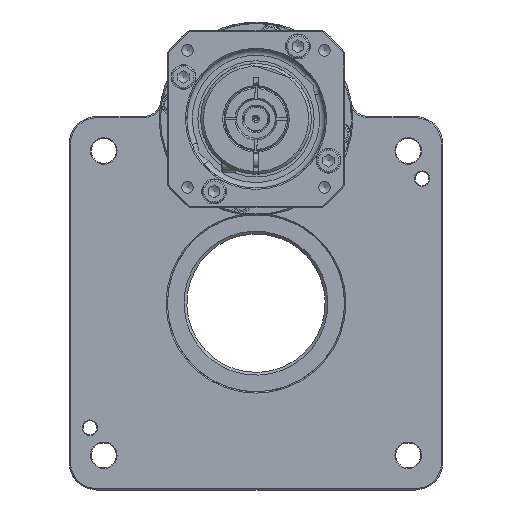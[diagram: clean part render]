
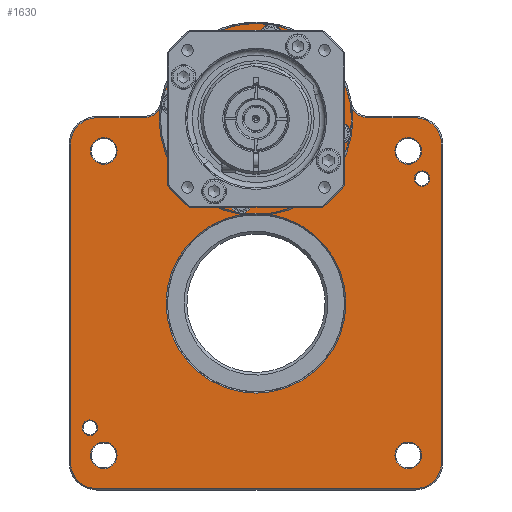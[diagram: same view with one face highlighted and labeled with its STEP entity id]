
A CAD part, front view. The second image highlights one B-rep face of the part: STEP entity #1630.
In plain terms, the highlighted planar face has unit normal (0, -1, 0).
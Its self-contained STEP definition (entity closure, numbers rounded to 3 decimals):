
#309=CARTESIAN_POINT('',(55.,0.,-50.2));
#310=VERTEX_POINT('',#309);
#311=CARTESIAN_POINT('',(55.,0.,-55.0));
#312=DIRECTION('',(0.0,1.0,0.0));
#313=DIRECTION('',(0.0,0.0,1.0));
#314=AXIS2_PLACEMENT_3D('',#311,#312,#313);
#315=CIRCLE('',#314,4.8);
#316=EDGE_CURVE('',#310,#310,#315,.T.);
#337=CARTESIAN_POINT('',(55.,0.,59.8));
#338=VERTEX_POINT('',#337);
#339=CARTESIAN_POINT('',(55.,0.,55.0));
#340=DIRECTION('',(0.0,1.0,0.0));
#341=DIRECTION('',(0.0,0.0,1.0));
#342=AXIS2_PLACEMENT_3D('',#339,#340,#341);
#343=CIRCLE('',#342,4.8);
#344=EDGE_CURVE('',#338,#338,#343,.T.);
#365=CARTESIAN_POINT('',(-55.,0.,59.8));
#366=VERTEX_POINT('',#365);
#367=CARTESIAN_POINT('',(-55.,0.,55.0));
#368=DIRECTION('',(0.0,1.0,0.0));
#369=DIRECTION('',(0.0,0.0,1.0));
#370=AXIS2_PLACEMENT_3D('',#367,#368,#369);
#371=CIRCLE('',#370,4.8);
#372=EDGE_CURVE('',#366,#366,#371,.T.);
#393=CARTESIAN_POINT('',(-55.,0.,-50.2));
#394=VERTEX_POINT('',#393);
#395=CARTESIAN_POINT('',(-55.,0.,-55.0));
#396=DIRECTION('',(0.0,1.0,0.0));
#397=DIRECTION('',(0.0,0.0,1.0));
#398=AXIS2_PLACEMENT_3D('',#395,#396,#397);
#399=CIRCLE('',#398,4.8);
#400=EDGE_CURVE('',#394,#394,#399,.T.);
#421=CARTESIAN_POINT('',(0.0,0.0,88.1));
#422=VERTEX_POINT('',#421);
#423=CARTESIAN_POINT('',(0.0,0.0,66.6));
#424=DIRECTION('',(0.0,1.0,0.0));
#425=DIRECTION('',(0.0,0.0,1.0));
#426=AXIS2_PLACEMENT_3D('',#423,#424,#425);
#427=CIRCLE('',#426,21.5);
#428=EDGE_CURVE('',#422,#422,#427,.T.);
#449=CARTESIAN_POINT('',(0.0,0.0,32.5));
#450=VERTEX_POINT('',#449);
#451=CARTESIAN_POINT('',(0.0,0.0,0.0));
#452=DIRECTION('',(0.0,1.0,0.0));
#453=DIRECTION('',(0.0,0.0,1.0));
#454=AXIS2_PLACEMENT_3D('',#451,#452,#453);
#455=CIRCLE('',#454,32.5);
#456=EDGE_CURVE('',#450,#450,#455,.T.);
#748=CARTESIAN_POINT('',(60.,0.,47.8));
#749=VERTEX_POINT('',#748);
#750=CARTESIAN_POINT('',(60.,0.,45.0));
#751=DIRECTION('',(0.0,1.0,0.0));
#752=DIRECTION('',(0.0,0.0,1.0));
#753=AXIS2_PLACEMENT_3D('',#750,#751,#752);
#754=CIRCLE('',#753,2.8);
#755=EDGE_CURVE('',#749,#749,#754,.T.);
#804=CARTESIAN_POINT('',(-60.,0.,-42.2));
#805=VERTEX_POINT('',#804);
#806=CARTESIAN_POINT('',(-60.,0.,-45.0));
#807=DIRECTION('',(0.0,1.0,0.0));
#808=DIRECTION('',(0.0,0.0,1.0));
#809=AXIS2_PLACEMENT_3D('',#806,#807,#808);
#810=CIRCLE('',#809,2.8);
#811=EDGE_CURVE('',#805,#805,#810,.T.);
#884=CARTESIAN_POINT('',(5.296,0.,98.287));
#885=VERTEX_POINT('',#884);
#886=CARTESIAN_POINT('',(5.296,0.,96.637));
#887=DIRECTION('',(0.0,-1.0,0.0));
#888=DIRECTION('',(0.0,0.0,1.0));
#889=AXIS2_PLACEMENT_3D('',#886,#887,#888);
#890=CIRCLE('',#889,1.65);
#891=EDGE_CURVE('',#885,#885,#890,.T.);
#921=CARTESIAN_POINT('',(30.037,0.,62.954));
#922=VERTEX_POINT('',#921);
#923=CARTESIAN_POINT('',(30.037,0.,61.304));
#924=DIRECTION('',(0.0,-1.0,0.0));
#925=DIRECTION('',(0.0,0.0,1.0));
#926=AXIS2_PLACEMENT_3D('',#923,#924,#925);
#927=CIRCLE('',#926,1.65);
#928=EDGE_CURVE('',#922,#922,#927,.T.);
#958=CARTESIAN_POINT('',(-5.296,0.,38.213));
#959=VERTEX_POINT('',#958);
#960=CARTESIAN_POINT('',(-5.296,0.,36.563));
#961=DIRECTION('',(0.0,-1.0,0.0));
#962=DIRECTION('',(0.0,0.0,1.0));
#963=AXIS2_PLACEMENT_3D('',#960,#961,#962);
#964=CIRCLE('',#963,1.65);
#965=EDGE_CURVE('',#959,#959,#964,.T.);
#995=CARTESIAN_POINT('',(-30.037,0.,73.546));
#996=VERTEX_POINT('',#995);
#997=CARTESIAN_POINT('',(-30.037,0.,71.896));
#998=DIRECTION('',(0.0,-1.0,0.0));
#999=DIRECTION('',(0.0,0.0,1.0));
#1000=AXIS2_PLACEMENT_3D('',#997,#998,#999);
#1001=CIRCLE('',#1000,1.65);
#1002=EDGE_CURVE('',#996,#996,#1001,.T.);
#1484=CARTESIAN_POINT('',(0.0,0.0,0.0));
#1485=DIRECTION('',(0.0,-1.0,0.0));
#1486=DIRECTION('',(0.0,0.0,-1.0));
#1487=AXIS2_PLACEMENT_3D('',#1484,#1485,#1486);
#1488=PLANE('',#1487);
#1489=CARTESIAN_POINT('',(67.,0.,57.5));
#1490=VERTEX_POINT('',#1489);
#1491=CARTESIAN_POINT('',(57.5,0.,67.));
#1492=VERTEX_POINT('',#1491);
#1493=CARTESIAN_POINT('',(57.5,0.,57.5));
#1494=DIRECTION('',(0.0,-1.0,0.0));
#1495=DIRECTION('',(0.0,0.0,1.0));
#1496=AXIS2_PLACEMENT_3D('',#1493,#1494,#1495);
#1497=CIRCLE('',#1496,9.5);
#1498=EDGE_CURVE('',#1490,#1492,#1497,.T.);
#1499=ORIENTED_EDGE('',*,*,#1498,.T.);
#1500=CARTESIAN_POINT('',(40.415,0.,67.0));
#1501=VERTEX_POINT('',#1500);
#1502=CARTESIAN_POINT('',(57.5,0.,67.0));
#1503=DIRECTION('',(-1.0,0.0,0.0));
#1504=VECTOR('',#1503,17.085);
#1505=LINE('',#1502,#1504);
#1506=EDGE_CURVE('',#1492,#1501,#1505,.T.);
#1507=ORIENTED_EDGE('',*,*,#1506,.T.);
#1508=CARTESIAN_POINT('',(34.008,0.,72.406));
#1509=VERTEX_POINT('',#1508);
#1510=CARTESIAN_POINT('',(40.415,0.,73.5));
#1511=DIRECTION('',(0.0,1.0,0.0));
#1512=DIRECTION('',(0.0,0.0,1.0));
#1513=AXIS2_PLACEMENT_3D('',#1510,#1511,#1512);
#1514=CIRCLE('',#1513,6.5);
#1515=EDGE_CURVE('',#1501,#1509,#1514,.T.);
#1516=ORIENTED_EDGE('',*,*,#1515,.T.);
#1517=CARTESIAN_POINT('',(-34.008,0.,72.406));
#1518=VERTEX_POINT('',#1517);
#1519=CARTESIAN_POINT('',(0.0,0.0,66.6));
#1520=DIRECTION('',(0.0,-1.0,0.0));
#1521=DIRECTION('',(0.0,0.0,1.0));
#1522=AXIS2_PLACEMENT_3D('',#1519,#1520,#1521);
#1523=CIRCLE('',#1522,34.5);
#1524=EDGE_CURVE('',#1509,#1518,#1523,.T.);
#1525=ORIENTED_EDGE('',*,*,#1524,.T.);
#1526=CARTESIAN_POINT('',(-40.415,0.,67.0));
#1527=VERTEX_POINT('',#1526);
#1528=CARTESIAN_POINT('',(-40.415,0.,73.5));
#1529=DIRECTION('',(0.0,1.0,0.0));
#1530=DIRECTION('',(0.0,0.0,1.0));
#1531=AXIS2_PLACEMENT_3D('',#1528,#1529,#1530);
#1532=CIRCLE('',#1531,6.5);
#1533=EDGE_CURVE('',#1518,#1527,#1532,.T.);
#1534=ORIENTED_EDGE('',*,*,#1533,.T.);
#1535=CARTESIAN_POINT('',(-57.5,0.,67.0));
#1536=VERTEX_POINT('',#1535);
#1537=CARTESIAN_POINT('',(-40.415,0.,67.0));
#1538=DIRECTION('',(-1.0,0.0,0.0));
#1539=VECTOR('',#1538,17.085);
#1540=LINE('',#1537,#1539);
#1541=EDGE_CURVE('',#1527,#1536,#1540,.T.);
#1542=ORIENTED_EDGE('',*,*,#1541,.T.);
#1543=CARTESIAN_POINT('',(-67.,0.,57.5));
#1544=VERTEX_POINT('',#1543);
#1545=CARTESIAN_POINT('',(-57.5,0.,57.5));
#1546=DIRECTION('',(0.0,-1.0,0.0));
#1547=DIRECTION('',(0.0,0.0,1.0));
#1548=AXIS2_PLACEMENT_3D('',#1545,#1546,#1547);
#1549=CIRCLE('',#1548,9.5);
#1550=EDGE_CURVE('',#1536,#1544,#1549,.T.);
#1551=ORIENTED_EDGE('',*,*,#1550,.T.);
#1552=CARTESIAN_POINT('',(-67.,0.,-57.5));
#1553=VERTEX_POINT('',#1552);
#1554=CARTESIAN_POINT('',(-67.,0.,57.5));
#1555=DIRECTION('',(0.0,0.0,-1.0));
#1556=VECTOR('',#1555,115.);
#1557=LINE('',#1554,#1556);
#1558=EDGE_CURVE('',#1544,#1553,#1557,.T.);
#1559=ORIENTED_EDGE('',*,*,#1558,.T.);
#1560=CARTESIAN_POINT('',(-57.5,0.,-67.0));
#1561=VERTEX_POINT('',#1560);
#1562=CARTESIAN_POINT('',(-57.5,0.,-57.5));
#1563=DIRECTION('',(0.0,-1.0,0.0));
#1564=DIRECTION('',(0.0,0.0,1.0));
#1565=AXIS2_PLACEMENT_3D('',#1562,#1563,#1564);
#1566=CIRCLE('',#1565,9.5);
#1567=EDGE_CURVE('',#1553,#1561,#1566,.T.);
#1568=ORIENTED_EDGE('',*,*,#1567,.T.);
#1569=CARTESIAN_POINT('',(57.5,0.,-67.0));
#1570=VERTEX_POINT('',#1569);
#1571=CARTESIAN_POINT('',(-57.5,0.,-67.0));
#1572=DIRECTION('',(1.0,0.0,0.0));
#1573=VECTOR('',#1572,115.);
#1574=LINE('',#1571,#1573);
#1575=EDGE_CURVE('',#1561,#1570,#1574,.T.);
#1576=ORIENTED_EDGE('',*,*,#1575,.T.);
#1577=CARTESIAN_POINT('',(67.,0.,-57.5));
#1578=VERTEX_POINT('',#1577);
#1579=CARTESIAN_POINT('',(57.5,0.,-57.5));
#1580=DIRECTION('',(0.0,-1.0,0.0));
#1581=DIRECTION('',(0.0,0.0,1.0));
#1582=AXIS2_PLACEMENT_3D('',#1579,#1580,#1581);
#1583=CIRCLE('',#1582,9.5);
#1584=EDGE_CURVE('',#1570,#1578,#1583,.T.);
#1585=ORIENTED_EDGE('',*,*,#1584,.T.);
#1586=CARTESIAN_POINT('',(67.,0.,-57.5));
#1587=DIRECTION('',(0.0,0.0,1.0));
#1588=VECTOR('',#1587,115.0);
#1589=LINE('',#1586,#1588);
#1590=EDGE_CURVE('',#1578,#1490,#1589,.T.);
#1591=ORIENTED_EDGE('',*,*,#1590,.T.);
#1592=EDGE_LOOP('',(#1499,#1507,#1516,#1525,#1534,#1542,#1551,#1559,#1568,#1576,#1585,#1591));
#1593=FACE_OUTER_BOUND('',#1592,.T.);
#1594=ORIENTED_EDGE('',*,*,#400,.T.);
#1595=EDGE_LOOP('',(#1594));
#1596=FACE_BOUND('',#1595,.T.);
#1597=ORIENTED_EDGE('',*,*,#372,.T.);
#1598=EDGE_LOOP('',(#1597));
#1599=FACE_BOUND('',#1598,.T.);
#1600=ORIENTED_EDGE('',*,*,#344,.T.);
#1601=EDGE_LOOP('',(#1600));
#1602=FACE_BOUND('',#1601,.T.);
#1603=ORIENTED_EDGE('',*,*,#316,.T.);
#1604=EDGE_LOOP('',(#1603));
#1605=FACE_BOUND('',#1604,.T.);
#1606=ORIENTED_EDGE('',*,*,#428,.T.);
#1607=EDGE_LOOP('',(#1606));
#1608=FACE_BOUND('',#1607,.T.);
#1609=ORIENTED_EDGE('',*,*,#456,.T.);
#1610=EDGE_LOOP('',(#1609));
#1611=FACE_BOUND('',#1610,.T.);
#1612=ORIENTED_EDGE('',*,*,#811,.T.);
#1613=EDGE_LOOP('',(#1612));
#1614=FACE_BOUND('',#1613,.T.);
#1615=ORIENTED_EDGE('',*,*,#755,.T.);
#1616=EDGE_LOOP('',(#1615));
#1617=FACE_BOUND('',#1616,.T.);
#1618=ORIENTED_EDGE('',*,*,#1002,.F.);
#1619=EDGE_LOOP('',(#1618));
#1620=FACE_BOUND('',#1619,.T.);
#1621=ORIENTED_EDGE('',*,*,#965,.F.);
#1622=EDGE_LOOP('',(#1621));
#1623=FACE_BOUND('',#1622,.T.);
#1624=ORIENTED_EDGE('',*,*,#928,.F.);
#1625=EDGE_LOOP('',(#1624));
#1626=FACE_BOUND('',#1625,.T.);
#1627=ORIENTED_EDGE('',*,*,#891,.F.);
#1628=EDGE_LOOP('',(#1627));
#1629=FACE_BOUND('',#1628,.T.);
#1630=ADVANCED_FACE('',(#1593,#1596,#1599,#1602,#1605,#1608,#1611,#1614,#1617,#1620,#1623,#1626,#1629),#1488,.T.);
